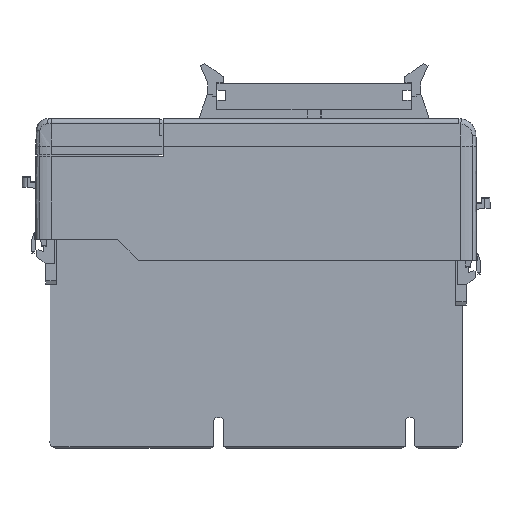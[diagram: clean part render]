
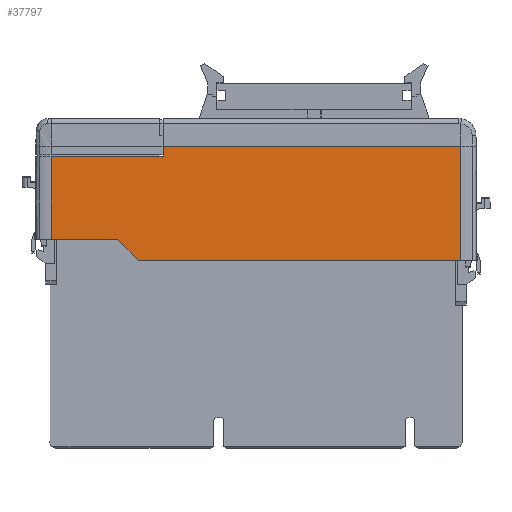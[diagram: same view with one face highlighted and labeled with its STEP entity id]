
A CAD part, left-side view. The second image highlights one B-rep face of the part: STEP entity #37797.
In plain terms, the highlighted planar face has unit normal (-1, 0, 0.009).
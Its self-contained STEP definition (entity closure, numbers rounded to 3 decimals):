
#11889 = EDGE_CURVE ( 'NONE', #11890, #11891, #32284, .T. ) ;
#11890 = VERTEX_POINT ( 'NONE', #32278 ) ;
#11891 = VERTEX_POINT ( 'NONE', #32277 ) ;
#11988 = EDGE_CURVE ( 'NONE', #11989, #12014, #32491, .T. ) ;
#11989 = VERTEX_POINT ( 'NONE', #32487 ) ;
#12014 = VERTEX_POINT ( 'NONE', #32548 ) ;
#22753 = CARTESIAN_POINT ( 'NONE',  ( 101.306, -3.768, -119.226 ) ) ;
#22754 = PLANE ( 'NONE',  #22884 ) ;
#22761 = FACE_OUTER_BOUND ( 'NONE', #37798, .T. ) ;
#22881 = DIRECTION ( 'NONE',  ( 0.009, 0., 1. ) ) ;
#22883 = DIRECTION ( 'NONE',  ( -1., 0., 0.009 ) ) ;
#22884 = AXIS2_PLACEMENT_3D ( 'NONE', #22753, #22883, #22881 ) ;
#23020 = DIRECTION ( 'NONE',  ( -0.009, 0., -1. ) ) ;
#23021 = VECTOR ( 'NONE', #23020, 1000. ) ;
#23022 = CARTESIAN_POINT ( 'NONE',  ( 101.307, 115.315, -119.122 ) ) ;
#23024 = LINE ( 'NONE', #23022, #23021 ) ;
#23029 = DIRECTION ( 'NONE',  ( 0.009, -0.009, 1. ) ) ;
#23030 = VECTOR ( 'NONE', #23029, 1000. ) ;
#23031 = CARTESIAN_POINT ( 'NONE',  ( 101.646, 82.67, -80.274 ) ) ;
#23032 = LINE ( 'NONE', #23031, #23030 ) ;
#23036 = DIRECTION ( 'NONE',  ( -0.009, 0., -1. ) ) ;
#23038 = VECTOR ( 'NONE', #23036, 1000. ) ;
#23040 = CARTESIAN_POINT ( 'NONE',  ( 101.307, -3.768, -119.122 ) ) ;
#23048 = LINE ( 'NONE', #23040, #23038 ) ;
#23633 = DIRECTION ( 'NONE',  ( 0., 1., 0. ) ) ;
#23634 = VECTOR ( 'NONE', #23633, 1000. ) ;
#23635 = CARTESIAN_POINT ( 'NONE',  ( 101.306, 0., -119.226 ) ) ;
#23636 = LINE ( 'NONE', #23635, #23634 ) ;
#23641 = CARTESIAN_POINT ( 'NONE',  ( 101.306, -3.768, -119.226 ) ) ;
#23700 = CARTESIAN_POINT ( 'NONE',  ( 101.306, 89.956, -119.226 ) ) ;
#23768 = DIRECTION ( 'NONE',  ( -0.006, -0.707, -0.707 ) ) ;
#23769 = VECTOR ( 'NONE', #23768, 1000. ) ;
#23770 = CARTESIAN_POINT ( 'NONE',  ( 100.897, 43.096, -166.087 ) ) ;
#23771 = LINE ( 'NONE', #23770, #23769 ) ;
#23903 = DIRECTION ( 'NONE',  ( 0., -1., 0. ) ) ;
#23904 = VECTOR ( 'NONE', #23903, 1000. ) ;
#23905 = CARTESIAN_POINT ( 'NONE',  ( 101.36, -3.768, -113.126 ) ) ;
#23906 = LINE ( 'NONE', #23905, #23904 ) ;
#23908 = CARTESIAN_POINT ( 'NONE',  ( 101.36, 96.056, -113.126 ) ) ;
#23960 = CARTESIAN_POINT ( 'NONE',  ( 101.36, 115.315, -113.126 ) ) ;
#26943 = VERTEX_POINT ( 'NONE', #23641 ) ;
#26946 = EDGE_CURVE ( 'NONE', #26943, #26948, #23636, .T. ) ;
#26948 = VERTEX_POINT ( 'NONE', #23700 ) ;
#27004 = EDGE_CURVE ( 'NONE', #27091, #26948, #23771, .T. ) ;
#27091 = VERTEX_POINT ( 'NONE', #23908 ) ;
#27095 = EDGE_CURVE ( 'NONE', #27097, #27091, #23906, .T. ) ;
#27097 = VERTEX_POINT ( 'NONE', #23960 ) ;
#32277 = CARTESIAN_POINT ( 'NONE',  ( 101.596, -3.768, -85.997 ) ) ;
#32278 = CARTESIAN_POINT ( 'NONE',  ( 101.596, 82.72, -85.997 ) ) ;
#32279 = DIRECTION ( 'NONE',  ( 0., -1., 0. ) ) ;
#32280 = VECTOR ( 'NONE', #32279, 1000. ) ;
#32281 = CARTESIAN_POINT ( 'NONE',  ( 101.596, -3.768, -85.997 ) ) ;
#32284 = LINE ( 'NONE', #32281, #32280 ) ;
#32487 = CARTESIAN_POINT ( 'NONE',  ( 101.57, 115.315, -88.997 ) ) ;
#32488 = DIRECTION ( 'NONE',  ( 0., -1., 0. ) ) ;
#32489 = VECTOR ( 'NONE', #32488, 1000. ) ;
#32490 = CARTESIAN_POINT ( 'NONE',  ( 101.57, -3.768, -88.997 ) ) ;
#32491 = LINE ( 'NONE', #32490, #32489 ) ;
#32548 = CARTESIAN_POINT ( 'NONE',  ( 101.57, 82.746, -88.997 ) ) ;
#37797 = ADVANCED_FACE ( 'NONE', ( #22761 ), #22754, .T. ) ;
#37798 = EDGE_LOOP ( 'NONE', ( #37843, #37844, #37846, #37847, #37849, #37838, #37839, #37840 ) ) ;
#37838 = ORIENTED_EDGE ( 'NONE', *, *, #27004, .T. ) ;
#37839 = ORIENTED_EDGE ( 'NONE', *, *, #26946, .F. ) ;
#37840 = ORIENTED_EDGE ( 'NONE', *, *, #37841, .F. ) ;
#37841 = EDGE_CURVE ( 'NONE', #11891, #26943, #23048, .T. ) ;
#37843 = ORIENTED_EDGE ( 'NONE', *, *, #11889, .F. ) ;
#37844 = ORIENTED_EDGE ( 'NONE', *, *, #37845, .F. ) ;
#37845 = EDGE_CURVE ( 'NONE', #12014, #11890, #23032, .T. ) ;
#37846 = ORIENTED_EDGE ( 'NONE', *, *, #11988, .F. ) ;
#37847 = ORIENTED_EDGE ( 'NONE', *, *, #37848, .T. ) ;
#37848 = EDGE_CURVE ( 'NONE', #11989, #27097, #23024, .T. ) ;
#37849 = ORIENTED_EDGE ( 'NONE', *, *, #27095, .T. ) ;
